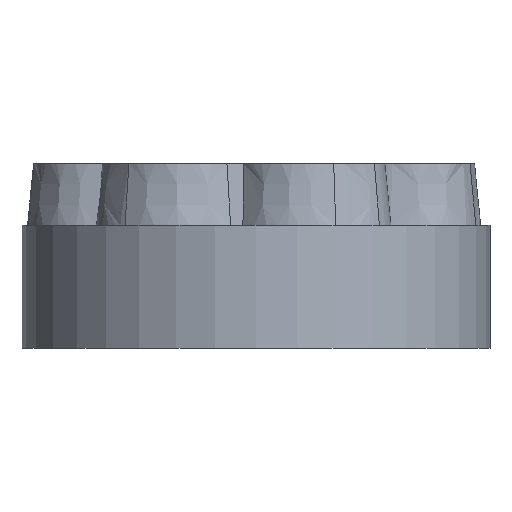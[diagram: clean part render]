
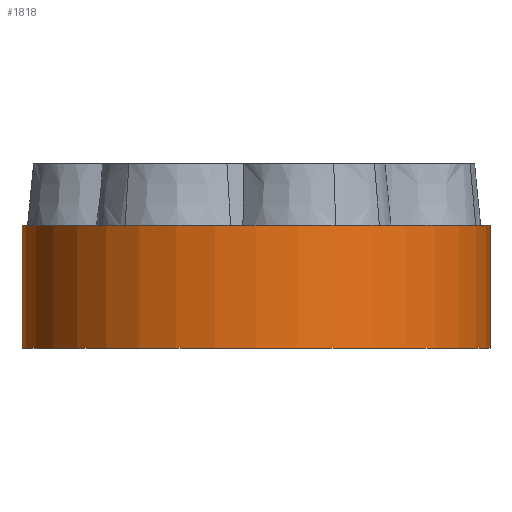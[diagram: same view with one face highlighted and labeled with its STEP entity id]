
A CAD part, front view. The second image highlights one B-rep face of the part: STEP entity #1818.
In plain terms, the highlighted cylindrical face has radius 9.652 mm (diameter 19.304 mm), a full revolution.
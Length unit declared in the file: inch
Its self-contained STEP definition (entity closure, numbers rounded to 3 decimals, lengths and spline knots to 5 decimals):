
#91=LINE('',#3595,#168);
#168=VECTOR('',#1939,0.38);
#245=CYLINDRICAL_SURFACE('',#1918,0.38);
#252=CIRCLE('',#1915,0.38);
#253=CIRCLE('',#1919,0.38);
#286=FACE_OUTER_BOUND('',#396,.T.);
#396=EDGE_LOOP('',(#1367,#1368,#1369,#1370));
#737=VERTEX_POINT('',#3208);
#814=VERTEX_POINT('',#3593);
#954=EDGE_CURVE('',#737,#737,#252,.T.);
#1031=EDGE_CURVE('',#814,#814,#253,.T.);
#1032=EDGE_CURVE('',#814,#737,#91,.T.);
#1367=ORIENTED_EDGE('',*,*,#1031,.T.);
#1368=ORIENTED_EDGE('',*,*,#1032,.T.);
#1369=ORIENTED_EDGE('',*,*,#954,.T.);
#1370=ORIENTED_EDGE('',*,*,#1032,.F.);
#1818=ADVANCED_FACE('',(#286),#245,.T.);
#1915=AXIS2_PLACEMENT_3D('',#3209,#1929,#1930);
#1918=AXIS2_PLACEMENT_3D('',#3592,#1935,#1936);
#1919=AXIS2_PLACEMENT_3D('',#3594,#1937,#1938);
#1929=DIRECTION('center_axis',(0.,0.,-1.));
#1930=DIRECTION('ref_axis',(-1.,0.,0.));
#1935=DIRECTION('center_axis',(0.,0.,1.));
#1936=DIRECTION('ref_axis',(-1.,0.,0.));
#1937=DIRECTION('center_axis',(0.,0.,1.));
#1938=DIRECTION('ref_axis',(-1.,0.,0.));
#1939=DIRECTION('',(0.,0.,1.));
#3208=CARTESIAN_POINT('',(0.38,0.,0.));
#3209=CARTESIAN_POINT('Origin',(0.,0.,0.));
#3592=CARTESIAN_POINT('Origin',(0.,0.,0.));
#3593=CARTESIAN_POINT('',(0.38,0.,-0.2));
#3594=CARTESIAN_POINT('Origin',(0.,0.,-0.2));
#3595=CARTESIAN_POINT('',(0.38,0.,0.));
